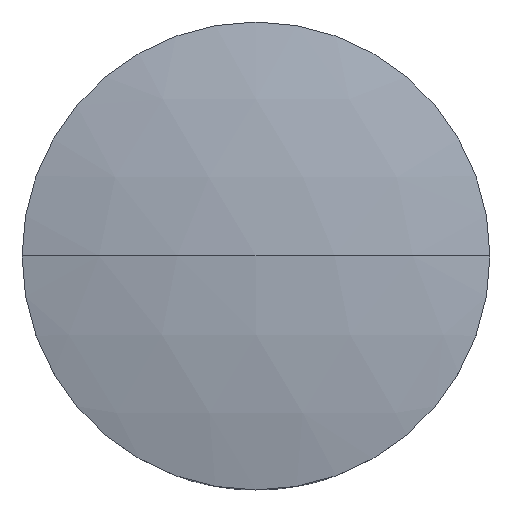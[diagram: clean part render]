
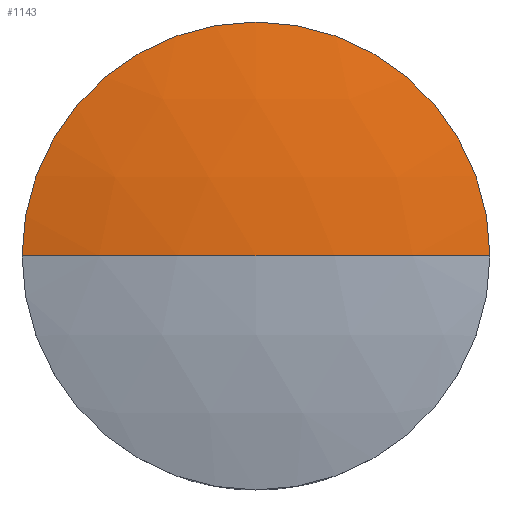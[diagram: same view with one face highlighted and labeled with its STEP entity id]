
A CAD part, top view. The second image highlights one B-rep face of the part: STEP entity #1143.
In plain terms, the highlighted spherical face has radius 77.52 mm.
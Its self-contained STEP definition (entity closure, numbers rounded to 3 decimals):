
#22 = EDGE_CURVE ( 'NONE', #1105, #1735, #2178, .T. ) ;
#24 = CARTESIAN_POINT ( 'NONE',  ( 0., 0., 2.44 ) ) ;
#195 = EDGE_CURVE ( 'NONE', #389, #1105, #1931, .T. ) ;
#268 = DIRECTION ( 'NONE',  ( 0., 0., -1. ) ) ;
#339 = DIRECTION ( 'NONE',  ( 0., -1., 0. ) ) ;
#389 = VERTEX_POINT ( 'NONE', #24 ) ;
#619 = DIRECTION ( 'NONE',  ( -1., 0., 0. ) ) ;
#714 = AXIS2_PLACEMENT_3D ( 'NONE', #1114, #2068, #930 ) ;
#738 = DIRECTION ( 'NONE',  ( 1., 0., 0. ) ) ;
#903 = CARTESIAN_POINT ( 'NONE',  ( -19.05, 0., 0.063 ) ) ;
#905 = DIRECTION ( 'NONE',  ( 1., 0., 0. ) ) ;
#930 = DIRECTION ( 'NONE',  ( 0., 0., 1. ) ) ;
#1072 = ORIENTED_EDGE ( 'NONE', *, *, #22, .F. ) ;
#1105 = VERTEX_POINT ( 'NONE', #903 ) ;
#1107 = FACE_OUTER_BOUND ( 'NONE', #1569, .T. ) ;
#1114 = CARTESIAN_POINT ( 'NONE',  ( 0., 0., -75.08 ) ) ;
#1136 = CARTESIAN_POINT ( 'NONE',  ( 0., 0., -75.08 ) ) ;
#1143 = ADVANCED_FACE ( 'NONE', ( #1107 ), #1234, .T. ) ;
#1157 = AXIS2_PLACEMENT_3D ( 'NONE', #1798, #268, #619 ) ;
#1234 = SPHERICAL_SURFACE ( 'NONE', #1384, 77.52 ) ;
#1256 = CIRCLE ( 'NONE', #714, 77.52 ) ;
#1260 = AXIS2_PLACEMENT_3D ( 'NONE', #1698, #2056, #905 ) ;
#1384 = AXIS2_PLACEMENT_3D ( 'NONE', #1136, #339, #738 ) ;
#1569 = EDGE_LOOP ( 'NONE', ( #2456, #2314, #1072 ) ) ;
#1698 = CARTESIAN_POINT ( 'NONE',  ( 0., 0., -75.08 ) ) ;
#1735 = VERTEX_POINT ( 'NONE', #1915 ) ;
#1798 = CARTESIAN_POINT ( 'NONE',  ( 0., 0., 0.063 ) ) ;
#1915 = CARTESIAN_POINT ( 'NONE',  ( 19.05, 0., 0.063 ) ) ;
#1931 = CIRCLE ( 'NONE', #1260, 77.52 ) ;
#2050 = EDGE_CURVE ( 'NONE', #389, #1735, #1256, .T. ) ;
#2056 = DIRECTION ( 'NONE',  ( 0., -1., 0. ) ) ;
#2068 = DIRECTION ( 'NONE',  ( 0., 1., 0. ) ) ;
#2178 = CIRCLE ( 'NONE', #1157, 19.05 ) ;
#2314 = ORIENTED_EDGE ( 'NONE', *, *, #2050, .T. ) ;
#2456 = ORIENTED_EDGE ( 'NONE', *, *, #195, .F. ) ;
